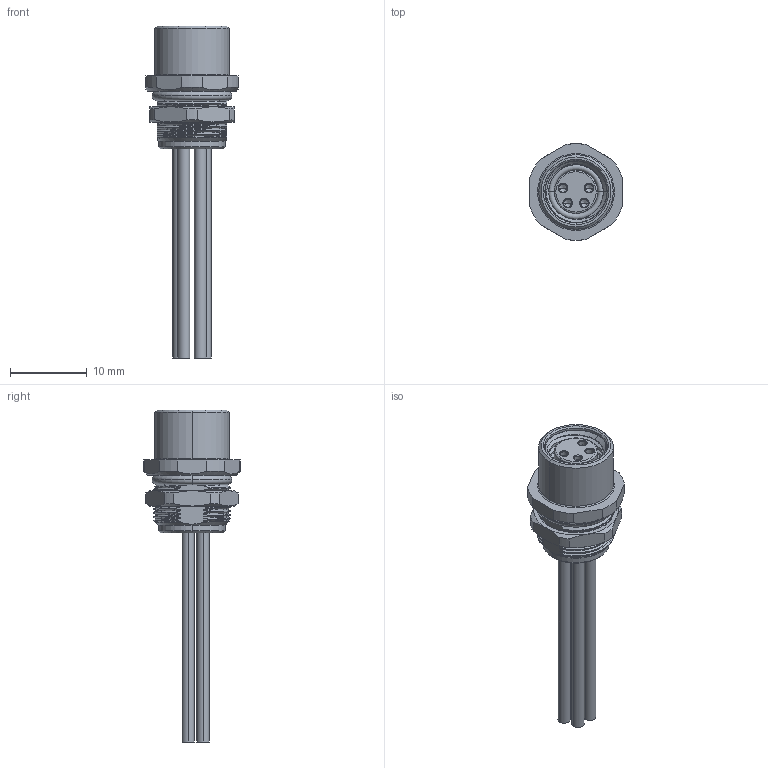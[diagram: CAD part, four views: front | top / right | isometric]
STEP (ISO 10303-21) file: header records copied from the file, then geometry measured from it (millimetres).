
FILE_DESCRIPTION((''),'2;1');
FILE_NAME('4P-K144','2025-09-17T',('gongchengVI'),(''),'PRO/ENGINEER BY PARAMETRIC TECHNOLOGY CORPORATION, 2010280','PRO/ENGINEER BY PARAMETRIC TECHNOLOGY CORPORATION, 2010280','');
FILE_SCHEMA(('CONFIG_CONTROL_DESIGN'));
Length unit declared in the file: millimetre
Products named in the file (1): 4P-K144
Bounding box: 12 x 12.6 x 43.2 mm (x, y, z)
Volume: 253.2 mm3; surface area: 3162.4 mm2
Topology: 1 solids, 14 shells, 521 faces, 1270 edges, 793 vertices
Faces by surface type: cylinder 182, plane 141, cone 95, bspline 71, torus 32
Entity records: 27632 total; most frequent: CARTESIAN_POINT 15832, ORIENTED_EDGE 2508, DIRECTION 2325, EDGE_CURVE 1254, AXIS2_PLACEMENT_3D 919, VERTEX_POINT 793, EDGE_LOOP 577, FACE_OUTER_BOUND 521
